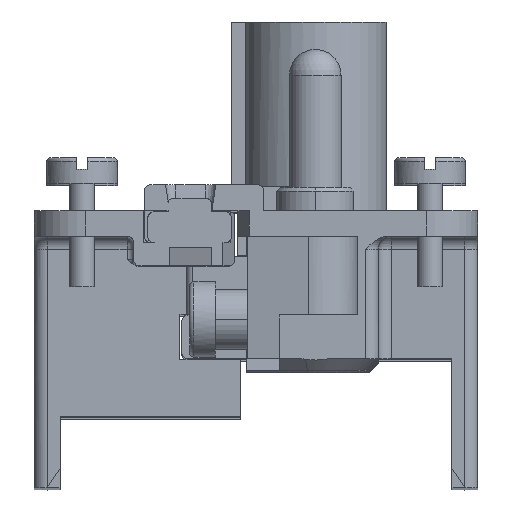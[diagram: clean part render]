
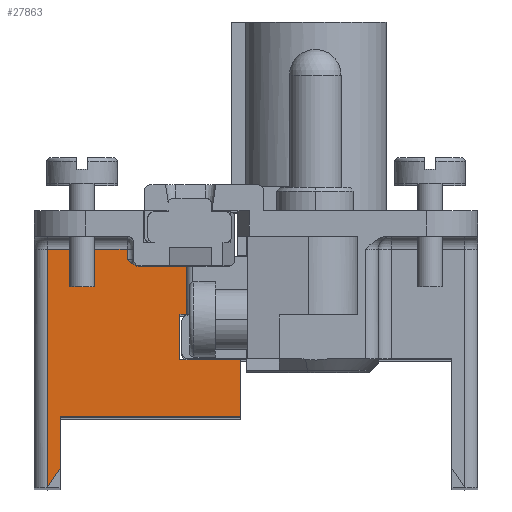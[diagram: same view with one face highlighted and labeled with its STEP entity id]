
A CAD part, top view. The second image highlights one B-rep face of the part: STEP entity #27863.
In plain terms, the highlighted planar face has unit normal (0, 0, 1).
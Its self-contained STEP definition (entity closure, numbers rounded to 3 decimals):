
#7064=DIRECTION('',(0.,1.,0.));
#7065=VECTOR('',#7064,4.);
#7066=CARTESIAN_POINT('',(-13.,1.5,46.6));
#7067=LINE('',#7066,#7065);
#7454=DIRECTION('',(1.,0.,0.));
#7455=VECTOR('',#7454,14.);
#7456=CARTESIAN_POINT('',(-13.,5.5,46.6));
#7457=LINE('',#7456,#7455);
#7462=CARTESIAN_POINT('',(-7.8,17.7,46.6));
#7463=CARTESIAN_POINT('',(-7.743,17.643,46.6));
#7464=CARTESIAN_POINT('',(-7.634,17.535,46.6));
#7465=CARTESIAN_POINT('',(-7.469,17.394,46.6));
#7466=CARTESIAN_POINT('',(-7.356,17.324,46.6));
#7467=CARTESIAN_POINT('',(-7.299,17.294,46.6));
#7469=CARTESIAN_POINT('',(-7.299,17.294,46.6));
#7470=CARTESIAN_POINT('',(-7.257,17.273,46.6));
#7471=CARTESIAN_POINT('',(-7.172,17.237,46.6));
#7472=CARTESIAN_POINT('',(-7.05,17.207,46.6));
#7473=CARTESIAN_POINT('',(-6.972,17.2,46.6));
#7474=CARTESIAN_POINT('',(-6.934,17.2,46.6));
#7476=DIRECTION('',(0.,-1.,0.));
#7477=VECTOR('',#7476,3.733);
#7478=CARTESIAN_POINT('',(-3.2,17.2,46.6));
#7479=LINE('',#7478,#7477);
#7480=DIRECTION('',(-0.999,-0.035,0.));
#7481=VECTOR('',#7480,0.5);
#7482=CARTESIAN_POINT('',(-3.2,13.467,46.6));
#7483=LINE('',#7482,#7481);
#7484=DIRECTION('',(1.,0.,0.));
#7485=VECTOR('',#7484,4.7);
#7486=CARTESIAN_POINT('',(-3.7,9.95,46.6));
#7487=LINE('',#7486,#7485);
#7488=DIRECTION('',(0.,-1.,0.));
#7489=VECTOR('',#7488,4.45);
#7490=CARTESIAN_POINT('',(1.,9.95,46.6));
#7491=LINE('',#7490,#7489);
#7492=DIRECTION('',(-0.555,-0.832,0.));
#7493=VECTOR('',#7492,1.803);
#7494=CARTESIAN_POINT('',(-13.,1.5,46.6));
#7495=LINE('',#7494,#7493);
#7520=DIRECTION('',(-1.,0.,0.));
#7521=VECTOR('',#7520,3.734);
#7522=CARTESIAN_POINT('',(-3.2,17.2,46.6));
#7523=LINE('',#7522,#7521);
#7642=DIRECTION('',(0.,1.,0.));
#7643=VECTOR('',#7642,3.5);
#7644=CARTESIAN_POINT('',(-3.7,9.95,46.6));
#7645=LINE('',#7644,#7643);
#7731=DIRECTION('',(0.,1.,0.));
#7732=VECTOR('',#7731,0.8);
#7733=CARTESIAN_POINT('',(-7.8,17.7,46.6));
#7734=LINE('',#7733,#7732);
#7754=DIRECTION('',(-1.,0.,0.));
#7755=VECTOR('',#7754,6.2);
#7756=CARTESIAN_POINT('',(-7.8,18.5,46.6));
#7757=LINE('',#7756,#7755);
#7795=DIRECTION('',(0.,-1.,0.));
#7796=VECTOR('',#7795,18.5);
#7797=CARTESIAN_POINT('',(-14.,18.5,46.6));
#7798=LINE('',#7797,#7796);
#15752=CARTESIAN_POINT('',(-3.2,17.2,46.6));
#15753=VERTEX_POINT('',#15752);
#15754=CARTESIAN_POINT('',(-6.934,17.2,46.6));
#15755=VERTEX_POINT('',#15754);
#15822=CARTESIAN_POINT('',(-13.,1.5,46.6));
#15823=VERTEX_POINT('',#15822);
#15824=CARTESIAN_POINT('',(-13.,5.5,46.6));
#15825=VERTEX_POINT('',#15824);
#15954=VERTEX_POINT('',#7469);
#15955=VERTEX_POINT('',#7462);
#15958=CARTESIAN_POINT('',(-3.2,13.467,46.6));
#15959=VERTEX_POINT('',#15958);
#15960=CARTESIAN_POINT('',(-3.7,13.45,46.6));
#15961=VERTEX_POINT('',#15960);
#15962=CARTESIAN_POINT('',(-3.7,9.95,46.6));
#15963=VERTEX_POINT('',#15962);
#15964=CARTESIAN_POINT('',(1.,9.95,46.6));
#15965=VERTEX_POINT('',#15964);
#15966=CARTESIAN_POINT('',(1.,5.5,46.6));
#15967=VERTEX_POINT('',#15966);
#15968=CARTESIAN_POINT('',(-14.,0.,46.6));
#15969=VERTEX_POINT('',#15968);
#15970=CARTESIAN_POINT('',(-14.,18.5,46.6));
#15971=VERTEX_POINT('',#15970);
#15972=CARTESIAN_POINT('',(-7.8,18.5,46.6));
#15973=VERTEX_POINT('',#15972);
#27830=CARTESIAN_POINT('',(-14.7,0.,46.6));
#27831=DIRECTION('',(0.,0.,-1.));
#27832=DIRECTION('',(1.,0.,0.));
#27833=AXIS2_PLACEMENT_3D('',#27830,#27831,#27832);
#27834=PLANE('',#27833);
#27836=ORIENTED_EDGE('',*,*,#27835,.T.);
#27838=ORIENTED_EDGE('',*,*,#27837,.T.);
#27840=ORIENTED_EDGE('',*,*,#27839,.F.);
#27842=ORIENTED_EDGE('',*,*,#27841,.T.);
#27844=ORIENTED_EDGE('',*,*,#27843,.T.);
#27846=ORIENTED_EDGE('',*,*,#27845,.F.);
#27848=ORIENTED_EDGE('',*,*,#27847,.T.);
#27850=ORIENTED_EDGE('',*,*,#27849,.T.);
#27851=ORIENTED_EDGE('',*,*,#27823,.F.);
#27852=ORIENTED_EDGE('',*,*,#27408,.F.);
#27854=ORIENTED_EDGE('',*,*,#27853,.T.);
#27856=ORIENTED_EDGE('',*,*,#27855,.F.);
#27858=ORIENTED_EDGE('',*,*,#27857,.F.);
#27860=ORIENTED_EDGE('',*,*,#27859,.F.);
#27861=EDGE_LOOP('',(#27836,#27838,#27840,#27842,#27844,#27846,#27848,#27850,
#27851,#27852,#27854,#27856,#27858,#27860));
#27862=FACE_OUTER_BOUND('',#27861,.F.);
#7468=B_SPLINE_CURVE_WITH_KNOTS('',3,(#7462,#7463,#7464,#7465,#7466,#7467),
.UNSPECIFIED.,.F.,.F.,(4,1,1,4),(0.,0.333,0.667,1.),
.UNSPECIFIED.);
#7475=B_SPLINE_CURVE_WITH_KNOTS('',3,(#7469,#7470,#7471,#7472,#7473,#7474),
.UNSPECIFIED.,.F.,.F.,(4,1,1,4),(0.,0.333,0.667,1.),
.UNSPECIFIED.);
#27408=EDGE_CURVE('',#15823,#15825,#7067,.T.);
#27823=EDGE_CURVE('',#15825,#15967,#7457,.T.);
#27835=EDGE_CURVE('',#15955,#15954,#7468,.T.);
#27837=EDGE_CURVE('',#15954,#15755,#7475,.T.);
#27839=EDGE_CURVE('',#15753,#15755,#7523,.T.);
#27841=EDGE_CURVE('',#15753,#15959,#7479,.T.);
#27843=EDGE_CURVE('',#15959,#15961,#7483,.T.);
#27845=EDGE_CURVE('',#15963,#15961,#7645,.T.);
#27847=EDGE_CURVE('',#15963,#15965,#7487,.T.);
#27849=EDGE_CURVE('',#15965,#15967,#7491,.T.);
#27853=EDGE_CURVE('',#15823,#15969,#7495,.T.);
#27855=EDGE_CURVE('',#15971,#15969,#7798,.T.);
#27857=EDGE_CURVE('',#15973,#15971,#7757,.T.);
#27859=EDGE_CURVE('',#15955,#15973,#7734,.T.);
#27863=ADVANCED_FACE('',(#27862),#27834,.F.);
